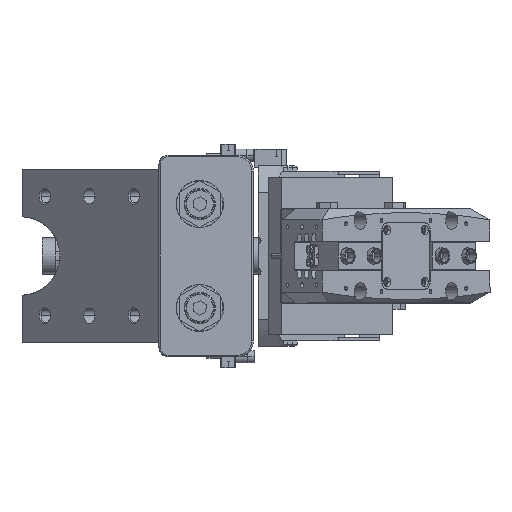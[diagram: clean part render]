
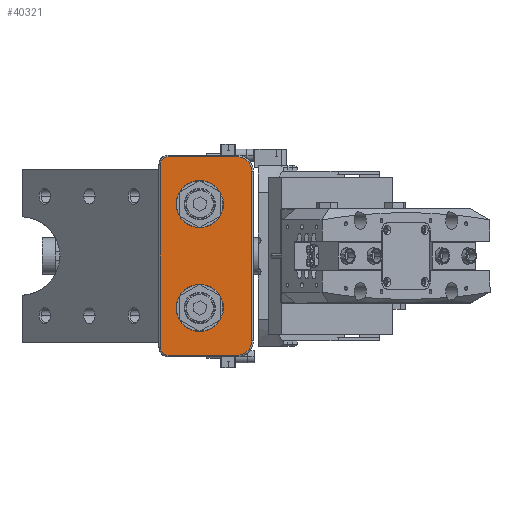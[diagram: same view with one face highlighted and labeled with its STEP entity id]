
A CAD part, left-side view. The second image highlights one B-rep face of the part: STEP entity #40321.
In plain terms, the highlighted face is planar.
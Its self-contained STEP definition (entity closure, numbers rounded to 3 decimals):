
#48 = ORIENTED_EDGE ( 'NONE', *, *, #74378, .T. ) ;
#1222 = CARTESIAN_POINT ( 'NONE',  ( 54., 0., -20. ) ) ;
#3345 = CARTESIAN_POINT ( 'NONE',  ( 33., 0., -5.25 ) ) ;
#5845 = DIRECTION ( 'NONE',  ( 0., -1., 0. ) ) ;
#7313 = DIRECTION ( 'NONE',  ( 0., -1., 0. ) ) ;
#7602 = DIRECTION ( 'NONE',  ( 0., 0., -1. ) ) ;
#8126 = VERTEX_POINT ( 'NONE', #15297 ) ;
#9234 = ORIENTED_EDGE ( 'NONE', *, *, #36264, .T. ) ;
#9286 = VERTEX_POINT ( 'NONE', #9814 ) ;
#9665 = CARTESIAN_POINT ( 'NONE',  ( -63., 0., 24. ) ) ;
#9814 = CARTESIAN_POINT ( 'NONE',  ( 58., 0., 29. ) ) ;
#12338 = DIRECTION ( 'NONE',  ( 0., 0., -1. ) ) ;
#12571 = ORIENTED_EDGE ( 'NONE', *, *, #15194, .T. ) ;
#12584 = DIRECTION ( 'NONE',  ( 0., 0., -1. ) ) ;
#12896 = DIRECTION ( 'NONE',  ( 0., -1., 0. ) ) ;
#14720 = DIRECTION ( 'NONE',  ( 0., 0., -1. ) ) ;
#15194 = EDGE_CURVE ( 'NONE', #84186, #9286, #60008, .T. ) ;
#15297 = CARTESIAN_POINT ( 'NONE',  ( -33., 0., 13.25 ) ) ;
#15949 = VERTEX_POINT ( 'NONE', #59575 ) ;
#17276 = ORIENTED_EDGE ( 'NONE', *, *, #72564, .T. ) ;
#17910 = ORIENTED_EDGE ( 'NONE', *, *, #49733, .T. ) ;
#18005 = VERTEX_POINT ( 'NONE', #59854 ) ;
#18240 = LINE ( 'NONE', #83148, #76336 ) ;
#19123 = DIRECTION ( 'NONE',  ( 0., -1., 0. ) ) ;
#19769 = CARTESIAN_POINT ( 'NONE',  ( -33., 0., 4. ) ) ;
#20654 = AXIS2_PLACEMENT_3D ( 'NONE', #60384, #7313, #7602 ) ;
#21139 = CIRCLE ( 'NONE', #58417, 9.25 ) ;
#21257 = AXIS2_PLACEMENT_3D ( 'NONE', #57947, #64760, #31070 ) ;
#22239 = DIRECTION ( 'NONE',  ( 0., -1., 0. ) ) ;
#25258 = ORIENTED_EDGE ( 'NONE', *, *, #49323, .F. ) ;
#25641 = CIRCLE ( 'NONE', #82376, 9.25 ) ;
#27069 = VERTEX_POINT ( 'NONE', #9665 ) ;
#28135 = VERTEX_POINT ( 'NONE', #3345 ) ;
#28576 = EDGE_CURVE ( 'NONE', #15949, #86996, #85399, .T. ) ;
#28631 = CARTESIAN_POINT ( 'NONE',  ( -58., 0., 29. ) ) ;
#28635 = AXIS2_PLACEMENT_3D ( 'NONE', #28746, #63028, #75449 ) ;
#28746 = CARTESIAN_POINT ( 'NONE',  ( 33., 0., 4. ) ) ;
#29039 = EDGE_CURVE ( 'NONE', #8126, #18005, #74800, .T. ) ;
#30960 = FACE_BOUND ( 'NONE', #53804, .T. ) ;
#31070 = DIRECTION ( 'NONE',  ( 0., 0., -1. ) ) ;
#32625 = CARTESIAN_POINT ( 'NONE',  ( -33., 0., 4. ) ) ;
#35094 = ORIENTED_EDGE ( 'NONE', *, *, #28576, .T. ) ;
#36128 = ORIENTED_EDGE ( 'NONE', *, *, #36359, .F. ) ;
#36146 = CARTESIAN_POINT ( 'NONE',  ( 0., 0., -29. ) ) ;
#36264 = EDGE_CURVE ( 'NONE', #60697, #27069, #37272, .T. ) ;
#36359 = EDGE_CURVE ( 'NONE', #28135, #84639, #63686, .T. ) ;
#37024 = LINE ( 'NONE', #53127, #42299 ) ;
#37272 = CIRCLE ( 'NONE', #20654, 5. ) ;
#39197 = PLANE ( 'NONE',  #72418 ) ;
#39763 = EDGE_CURVE ( 'NONE', #48642, #56790, #85854, .T. ) ;
#39816 = DIRECTION ( 'NONE',  ( 0., 0., -1. ) ) ;
#40007 = LINE ( 'NONE', #36146, #55875 ) ;
#40321 = ADVANCED_FACE ( 'NONE', ( #48989, #30960, #63758 ), #39197, .T. ) ;
#41883 = DIRECTION ( 'NONE',  ( -1., 0., 0. ) ) ;
#42299 = VECTOR ( 'NONE', #39816, 1000. ) ;
#43085 = CARTESIAN_POINT ( 'NONE',  ( -54., 0., -29. ) ) ;
#44997 = ORIENTED_EDGE ( 'NONE', *, *, #39763, .T. ) ;
#46710 = LINE ( 'NONE', #72794, #81570 ) ;
#47551 = CARTESIAN_POINT ( 'NONE',  ( 33., 0., 13.25 ) ) ;
#48104 = DIRECTION ( 'NONE',  ( 0., -1., 0. ) ) ;
#48642 = VERTEX_POINT ( 'NONE', #58784 ) ;
#48989 = FACE_OUTER_BOUND ( 'NONE', #80097, .T. ) ;
#49323 = EDGE_CURVE ( 'NONE', #84639, #28135, #25641, .T. ) ;
#49733 = EDGE_CURVE ( 'NONE', #86996, #84186, #46710, .T. ) ;
#50296 = AXIS2_PLACEMENT_3D ( 'NONE', #1222, #48104, #14720 ) ;
#53127 = CARTESIAN_POINT ( 'NONE',  ( -63., 0., 0. ) ) ;
#53465 = DIRECTION ( 'NONE',  ( 0., -1., 0. ) ) ;
#53640 = DIRECTION ( 'NONE',  ( 0., 0., -1. ) ) ;
#53804 = EDGE_LOOP ( 'NONE', ( #36128, #25258 ) ) ;
#55875 = VECTOR ( 'NONE', #83358, 1000. ) ;
#56485 = CARTESIAN_POINT ( 'NONE',  ( 63., 0., 24. ) ) ;
#56790 = VERTEX_POINT ( 'NONE', #43085 ) ;
#57947 = CARTESIAN_POINT ( 'NONE',  ( 58., 0., 24. ) ) ;
#58417 = AXIS2_PLACEMENT_3D ( 'NONE', #19769, #53465, #74103 ) ;
#58784 = CARTESIAN_POINT ( 'NONE',  ( -63., 0., -20. ) ) ;
#59575 = CARTESIAN_POINT ( 'NONE',  ( 54., 0., -29. ) ) ;
#59854 = CARTESIAN_POINT ( 'NONE',  ( -33., 0., -5.25 ) ) ;
#60008 = CIRCLE ( 'NONE', #21257, 5. ) ;
#60384 = CARTESIAN_POINT ( 'NONE',  ( -58., 0., 24. ) ) ;
#60697 = VERTEX_POINT ( 'NONE', #28631 ) ;
#62739 = ORIENTED_EDGE ( 'NONE', *, *, #86405, .F. ) ;
#63028 = DIRECTION ( 'NONE',  ( 0., -1., 0. ) ) ;
#63686 = CIRCLE ( 'NONE', #28635, 9.25 ) ;
#63758 = FACE_BOUND ( 'NONE', #64359, .T. ) ;
#64359 = EDGE_LOOP ( 'NONE', ( #62739, #86316 ) ) ;
#64760 = DIRECTION ( 'NONE',  ( 0., -1., 0. ) ) ;
#65028 = AXIS2_PLACEMENT_3D ( 'NONE', #83056, #22239, #69509 ) ;
#66354 = CARTESIAN_POINT ( 'NONE',  ( 33., 0., 4. ) ) ;
#67482 = CARTESIAN_POINT ( 'NONE',  ( 63., 0., -20. ) ) ;
#69509 = DIRECTION ( 'NONE',  ( 0., 0., -1. ) ) ;
#72000 = CARTESIAN_POINT ( 'NONE',  ( 0., 0., 0. ) ) ;
#72418 = AXIS2_PLACEMENT_3D ( 'NONE', #72000, #19123, #12338 ) ;
#72564 = EDGE_CURVE ( 'NONE', #9286, #60697, #18240, .T. ) ;
#72794 = CARTESIAN_POINT ( 'NONE',  ( 63., 0., 24. ) ) ;
#74103 = DIRECTION ( 'NONE',  ( 0., 0., -1. ) ) ;
#74378 = EDGE_CURVE ( 'NONE', #27069, #48642, #37024, .T. ) ;
#74800 = CIRCLE ( 'NONE', #83074, 9.25 ) ;
#75449 = DIRECTION ( 'NONE',  ( 0., 0., -1. ) ) ;
#76336 = VECTOR ( 'NONE', #41883, 1000. ) ;
#76720 = EDGE_CURVE ( 'NONE', #56790, #15949, #40007, .T. ) ;
#76846 = ORIENTED_EDGE ( 'NONE', *, *, #76720, .T. ) ;
#80097 = EDGE_LOOP ( 'NONE', ( #17276, #9234, #48, #44997, #76846, #35094, #17910, #12571 ) ) ;
#81570 = VECTOR ( 'NONE', #85487, 1000. ) ;
#82376 = AXIS2_PLACEMENT_3D ( 'NONE', #66354, #12896, #53640 ) ;
#83056 = CARTESIAN_POINT ( 'NONE',  ( -54., 0., -20. ) ) ;
#83074 = AXIS2_PLACEMENT_3D ( 'NONE', #32625, #5845, #12584 ) ;
#83148 = CARTESIAN_POINT ( 'NONE',  ( -58., 0., 29. ) ) ;
#83358 = DIRECTION ( 'NONE',  ( 1., 0., 0. ) ) ;
#84186 = VERTEX_POINT ( 'NONE', #56485 ) ;
#84639 = VERTEX_POINT ( 'NONE', #47551 ) ;
#85399 = CIRCLE ( 'NONE', #50296, 9. ) ;
#85487 = DIRECTION ( 'NONE',  ( 0., 0., 1. ) ) ;
#85854 = CIRCLE ( 'NONE', #65028, 9. ) ;
#86316 = ORIENTED_EDGE ( 'NONE', *, *, #29039, .F. ) ;
#86405 = EDGE_CURVE ( 'NONE', #18005, #8126, #21139, .T. ) ;
#86996 = VERTEX_POINT ( 'NONE', #67482 ) ;
